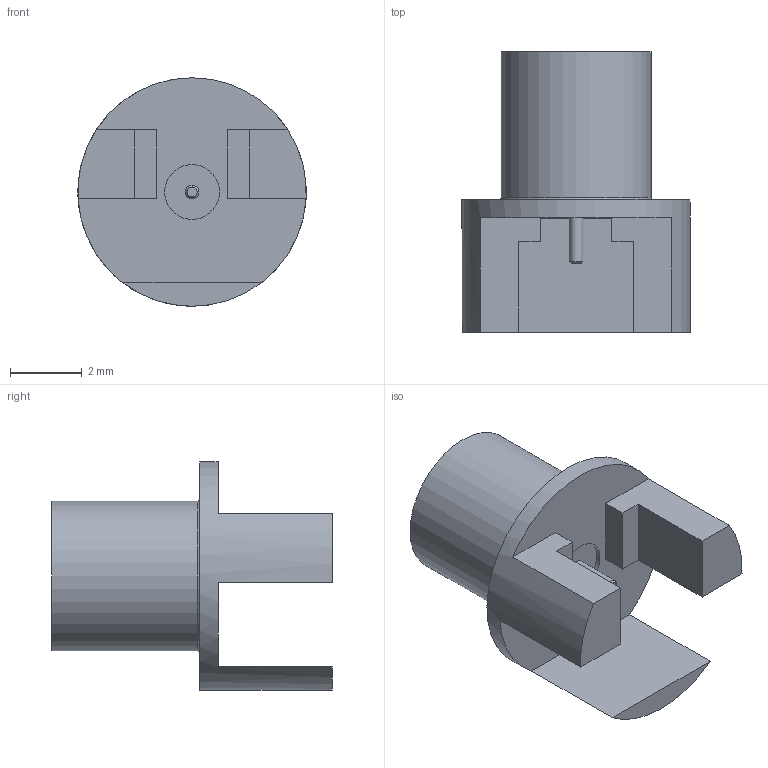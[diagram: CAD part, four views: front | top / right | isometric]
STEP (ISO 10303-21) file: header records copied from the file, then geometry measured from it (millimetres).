
FILE_DESCRIPTION (( 'STEP AP203' ), '1' );
FILE_NAME ('FMCN44263_3D.step', '2022-12-06T21:32:01', ( '' ), ( '' ), 'SwSTEP 2.0', 'SolidWorks 2021', '' );
FILE_SCHEMA (( 'CONFIG_CONTROL_DESIGN' ));
Length unit declared in the file: inch
Products named in the file (1): FMCN44263_3D
Bounding box: 6.34 x 7.8 x 6.35 mm (x, y, z)
Volume: 72.4 mm3; surface area: 226.7 mm2
Topology: 1 solids, 1 shells, 36 faces, 80 edges, 50 vertices
Faces by surface type: plane 21, cylinder 9, cone 4, sphere 1, torus 1
Full cylindrical faces by diameter (mm): 0.381 x2, 1.524 x2, 2.946 x1, 3.175 x1, 3.658 x1, 4.166 x1, 6.35 x1
Entity records: 971 total; most frequent: DIRECTION 162, CARTESIAN_POINT 147, ORIENTED_EDGE 124, AXIS2_PLACEMENT_3D 63, EDGE_CURVE 62, EDGE_LOOP 56, VERTEX_POINT 48, FACE_OUTER_BOUND 46
